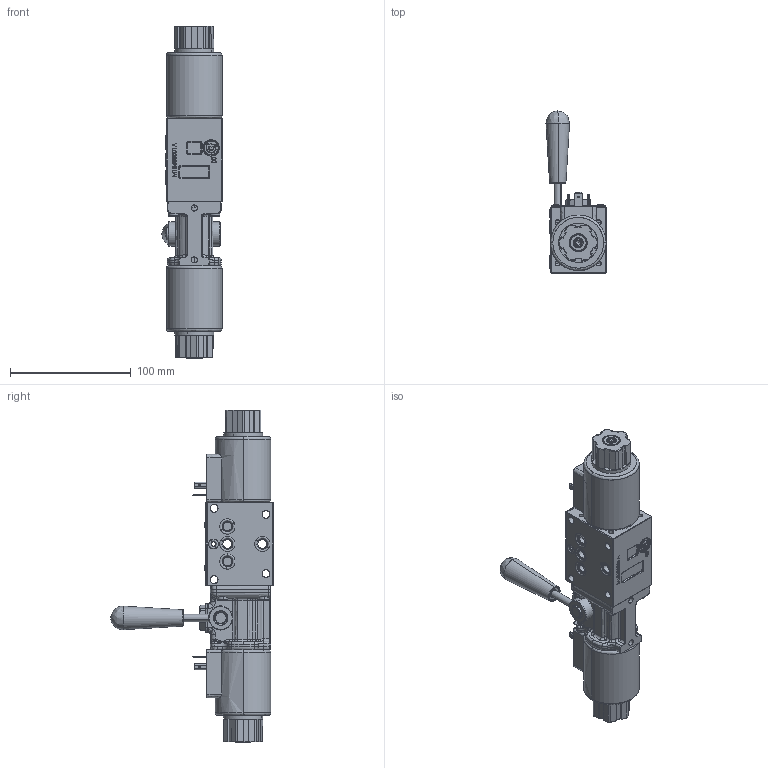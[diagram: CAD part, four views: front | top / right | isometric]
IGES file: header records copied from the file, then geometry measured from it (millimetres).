
Start section: SolidWorks IGES file using analytic representation for surfaces
Global section: file name: CDB3LE---C-LW3.igs; native system: SolidWorks 2012; preprocessor: SolidWorks 2012; author: serviziopdm; date: 131204.115728; units: millimetre
Bounding box: 49.74 x 134.59 x 275 mm (x, y, z)
Surface area: 80939.7 mm2 (no closed solid volume)
Topology: 0 solids, 0 shells, 1197 faces, 18960 edges, 18941 vertices
Faces by surface type: bspline 747, revolution 450
